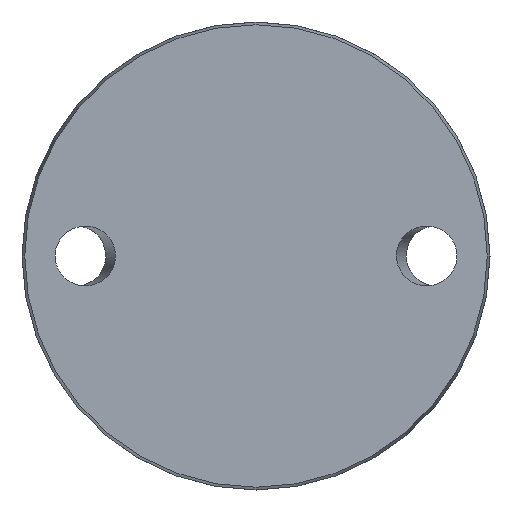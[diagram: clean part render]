
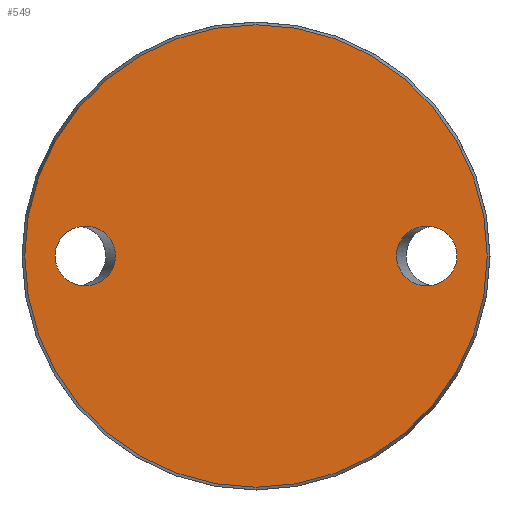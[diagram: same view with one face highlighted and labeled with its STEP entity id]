
A CAD part, front view. The second image highlights one B-rep face of the part: STEP entity #549.
In plain terms, the highlighted planar face has unit normal (0, -1, 0).
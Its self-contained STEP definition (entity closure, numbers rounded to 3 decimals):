
#23 = CARTESIAN_POINT ( 'NONE',  ( -42.087, 0., 0. ) ) ;
#36 = CARTESIAN_POINT ( 'NONE',  ( -29.413, 0., 0. ) ) ;
#68 = FACE_BOUND ( 'NONE', #897, .T. ) ;
#72 = EDGE_LOOP ( 'NONE', ( #610 ) ) ;
#74 = DIRECTION ( 'NONE',  ( 0., 0., 1. ) ) ;
#78 = CARTESIAN_POINT ( 'NONE',  ( 42.087, 0., -12.5 ) ) ;
#86 = CARTESIAN_POINT ( 'NONE',  ( 29.413, 0., 12.5 ) ) ;
#112 = ORIENTED_EDGE ( 'NONE', *, *, #429, .F. ) ;
#157 = CARTESIAN_POINT ( 'NONE',  ( 0., 0., -48.425 ) ) ;
#209 = CARTESIAN_POINT ( 'NONE',  ( -48.425, 0., 0. ) ) ;
#218 = ORIENTED_EDGE ( 'NONE', *, *, #502, .T. ) ;
#258 = CIRCLE ( 'NONE', #843, 48.425 ) ;
#264 =( BOUNDED_CURVE ( )  B_SPLINE_CURVE ( 3, ( #307, #609, #78, #917, #455, #86, #312 ),
 .UNSPECIFIED., .T., .T. ) 
 B_SPLINE_CURVE_WITH_KNOTS ( ( 4, 3, 4 ),
 ( 0., 3.142, 6.283 ),
 .UNSPECIFIED. ) 
 CURVE ( )  GEOMETRIC_REPRESENTATION_ITEM ( )  RATIONAL_B_SPLINE_CURVE ( ( 1., 0.333, 0.333, 1., 0.333, 0.333, 1. ) ) 
 REPRESENTATION_ITEM ( '' )  );
#304 = VERTEX_POINT ( 'NONE', #157 ) ;
#307 = CARTESIAN_POINT ( 'NONE',  ( 29.413, 0., 0. ) ) ;
#312 = CARTESIAN_POINT ( 'NONE',  ( 29.413, 0., 0. ) ) ;
#321 = CARTESIAN_POINT ( 'NONE',  ( -42.087, 0., 0. ) ) ;
#331 = CARTESIAN_POINT ( 'NONE',  ( -29.413, 0., 12.5 ) ) ;
#375 = VERTEX_POINT ( 'NONE', #560 ) ;
#391 = EDGE_CURVE ( 'NONE', #304, #304, #258, .T. ) ;
#405 = EDGE_LOOP ( 'NONE', ( #112 ) ) ;
#429 = EDGE_CURVE ( 'NONE', #441, #441, #264, .T. ) ;
#441 = VERTEX_POINT ( 'NONE', #527 ) ;
#455 = CARTESIAN_POINT ( 'NONE',  ( 42.087, 0., 12.5 ) ) ;
#468 = CARTESIAN_POINT ( 'NONE',  ( -42.087, 0., -12.5 ) ) ;
#501 = FACE_OUTER_BOUND ( 'NONE', #72, .T. ) ;
#502 = EDGE_CURVE ( 'NONE', #375, #375, #869, .T. ) ;
#518 = CARTESIAN_POINT ( 'NONE',  ( 0., 0., 0. ) ) ;
#527 = CARTESIAN_POINT ( 'NONE',  ( 29.413, 0., 0. ) ) ;
#549 = ADVANCED_FACE ( 'NONE', ( #68, #655, #501 ), #971, .F. ) ;
#560 = CARTESIAN_POINT ( 'NONE',  ( -42.087, 0., 0. ) ) ;
#588 = DIRECTION ( 'NONE',  ( 0., 1., 0. ) ) ;
#609 = CARTESIAN_POINT ( 'NONE',  ( 29.413, 0., -12.5 ) ) ;
#610 = ORIENTED_EDGE ( 'NONE', *, *, #391, .T. ) ;
#655 = FACE_BOUND ( 'NONE', #405, .T. ) ;
#676 = DIRECTION ( 'NONE',  ( 0., 0., -1. ) ) ;
#730 = AXIS2_PLACEMENT_3D ( 'NONE', #209, #588, #74 ) ;
#771 = CARTESIAN_POINT ( 'NONE',  ( -29.413, 0., -12.5 ) ) ;
#843 = AXIS2_PLACEMENT_3D ( 'NONE', #518, #911, #676 ) ;
#869 =( BOUNDED_CURVE ( )  B_SPLINE_CURVE ( 3, ( #23, #931, #331, #36, #771, #468, #321 ),
 .UNSPECIFIED., .T., .F. ) 
 B_SPLINE_CURVE_WITH_KNOTS ( ( 4, 3, 4 ),
 ( 0., 3.142, 6.283 ),
 .UNSPECIFIED. ) 
 CURVE ( )  GEOMETRIC_REPRESENTATION_ITEM ( )  RATIONAL_B_SPLINE_CURVE ( ( 1., 0.333, 0.333, 1., 0.333, 0.333, 1. ) ) 
 REPRESENTATION_ITEM ( '' )  );
#897 = EDGE_LOOP ( 'NONE', ( #218 ) ) ;
#911 = DIRECTION ( 'NONE',  ( 0., -1., 0. ) ) ;
#917 = CARTESIAN_POINT ( 'NONE',  ( 42.087, 0., 0. ) ) ;
#931 = CARTESIAN_POINT ( 'NONE',  ( -42.087, 0., 12.5 ) ) ;
#971 = PLANE ( 'NONE',  #730 ) ;
